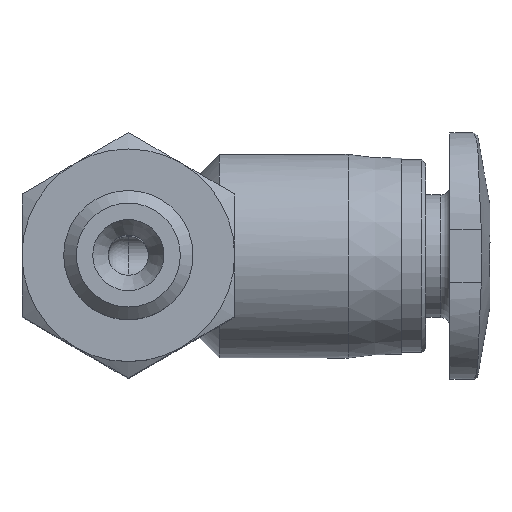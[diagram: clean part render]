
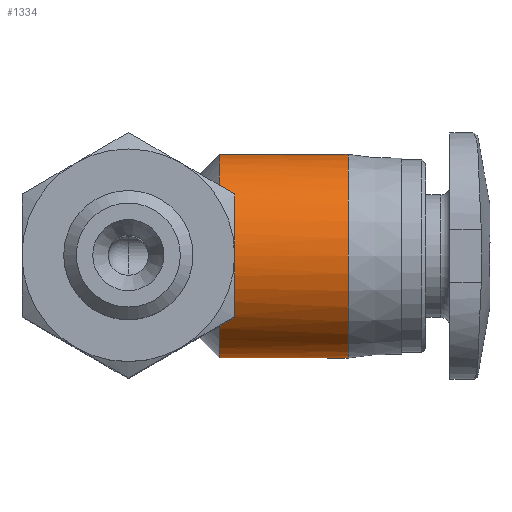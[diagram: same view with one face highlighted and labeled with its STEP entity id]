
A CAD part, top view. The second image highlights one B-rep face of the part: STEP entity #1334.
In plain terms, the highlighted cylindrical face has radius 3.8 mm (diameter 7.6 mm), a full revolution.
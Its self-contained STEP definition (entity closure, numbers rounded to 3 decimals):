
#27=ELLIPSE('',#1403,5.374,3.8);
#36=CYLINDRICAL_SURFACE('',#1447,3.8);
#133=CIRCLE('',#1397,3.8);
#134=CIRCLE('',#1399,3.8);
#155=CIRCLE('',#1448,3.8);
#156=CIRCLE('',#1449,3.8);
#341=ORIENTED_EDGE('',*,*,#521,.F.);
#342=ORIENTED_EDGE('',*,*,#522,.F.);
#343=ORIENTED_EDGE('',*,*,#464,.T.);
#344=ORIENTED_EDGE('',*,*,#472,.T.);
#345=ORIENTED_EDGE('',*,*,#466,.T.);
#346=ORIENTED_EDGE('',*,*,#523,.T.);
#347=ORIENTED_EDGE('',*,*,#524,.T.);
#464=EDGE_CURVE('',#578,#579,#133,.T.);
#466=EDGE_CURVE('',#581,#580,#134,.T.);
#472=EDGE_CURVE('',#579,#581,#27,.F.);
#521=EDGE_CURVE('',#615,#615,#155,.T.);
#522=EDGE_CURVE('',#578,#616,#641,.T.);
#523=EDGE_CURVE('',#580,#617,#642,.T.);
#524=EDGE_CURVE('',#617,#616,#156,.T.);
#578=VERTEX_POINT('',#1897);
#579=VERTEX_POINT('',#1902);
#580=VERTEX_POINT('',#1909);
#581=VERTEX_POINT('',#1911);
#615=VERTEX_POINT('',#2102);
#616=VERTEX_POINT('',#2104);
#617=VERTEX_POINT('',#2106);
#641=LINE('',#2103,#661);
#642=LINE('',#2105,#662);
#661=VECTOR('',#1676,1000.);
#662=VECTOR('',#1677,1000.);
#719=EDGE_LOOP('',(#341));
#720=EDGE_LOOP('',(#342,#343,#344,#345,#346,#347));
#805=FACE_BOUND('',#719,.T.);
#806=FACE_BOUND('',#720,.T.);
#1334=ADVANCED_FACE('',(#805,#806),#36,.T.);
#1397=AXIS2_PLACEMENT_3D('',#1903,#1564,#1565);
#1399=AXIS2_PLACEMENT_3D('',#1910,#1568,#1569);
#1403=AXIS2_PLACEMENT_3D('',#1924,#1578,#1579);
#1447=AXIS2_PLACEMENT_3D('',#2100,#1672,#1673);
#1448=AXIS2_PLACEMENT_3D('',#2101,#1674,#1675);
#1449=AXIS2_PLACEMENT_3D('',#2107,#1678,#1679);
#1564=DIRECTION('',(1.,0.,0.));
#1565=DIRECTION('',(0.,0.,-1.));
#1568=DIRECTION('',(1.,0.,0.));
#1569=DIRECTION('',(0.,0.,-1.));
#1578=DIRECTION('',(-0.707,0.,0.707));
#1579=DIRECTION('',(0.707,0.,0.707));
#1672=DIRECTION('',(1.,0.,0.));
#1673=DIRECTION('',(0.,0.,-1.));
#1674=DIRECTION('',(1.,0.,0.));
#1675=DIRECTION('',(0.,0.,-1.));
#1676=DIRECTION('',(-1.,0.,0.));
#1677=DIRECTION('',(-1.,0.,0.));
#1678=DIRECTION('',(1.,0.,0.));
#1679=DIRECTION('',(0.,0.,-1.));
#1897=CARTESIAN_POINT('',(3.4,0.75,-3.725));
#1902=CARTESIAN_POINT('',(3.4,1.697,3.4));
#1903=CARTESIAN_POINT('',(3.4,0.,0.));
#1909=CARTESIAN_POINT('',(3.4,-0.75,-3.725));
#1910=CARTESIAN_POINT('',(3.4,0.,0.));
#1911=CARTESIAN_POINT('',(3.4,-1.697,3.4));
#1924=CARTESIAN_POINT('',(0.,0.,0.));
#2100=CARTESIAN_POINT('',(13.5,0.,0.));
#2101=CARTESIAN_POINT('',(8.2,0.,0.));
#2102=CARTESIAN_POINT('',(8.2,0.,-3.8));
#2103=CARTESIAN_POINT('',(3.4,0.75,-3.725));
#2104=CARTESIAN_POINT('',(0.,0.75,-3.725));
#2105=CARTESIAN_POINT('',(3.4,-0.75,-3.725));
#2106=CARTESIAN_POINT('',(0.,-0.75,-3.725));
#2107=CARTESIAN_POINT('',(0.,0.,0.));
